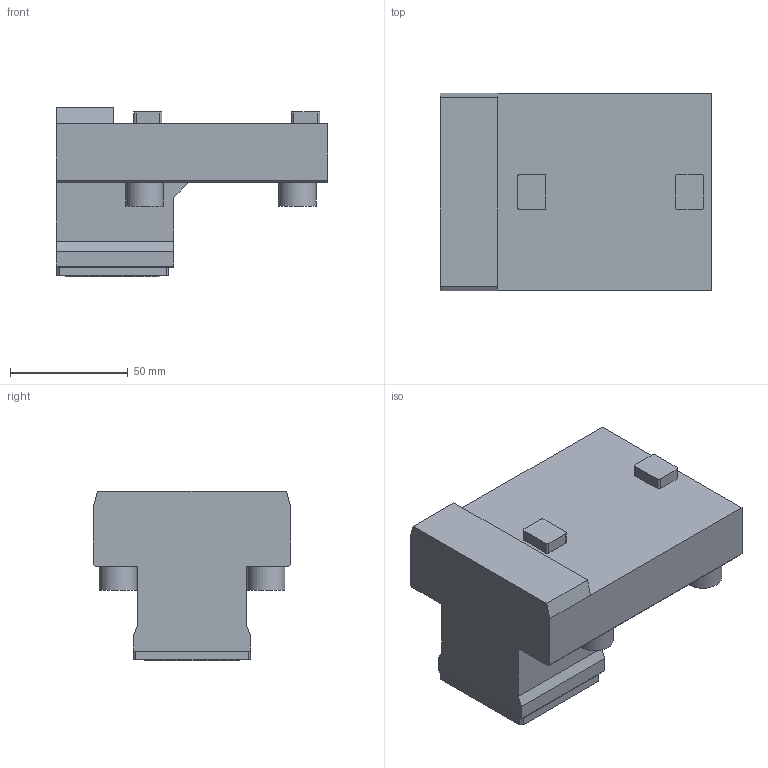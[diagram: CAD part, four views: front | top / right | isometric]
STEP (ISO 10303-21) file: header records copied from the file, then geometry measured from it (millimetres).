
FILE_DESCRIPTION(/* description */ (''),/* implementation_level */ '2;1');
FILE_NAME(/* name */ '1528889215967.stp',/* time_stamp */ '2018-06-13T13:27:01+02:00',/* author */ (''),/* organization */ ('SMS'),/* preprocessor_version */ 'ST-DEVELOPER v15',/* originating_system */ 'SIEMENS PLM Software NX 8.5',/* authorisation */ '');
FILE_SCHEMA (('AUTOMOTIVE_DESIGN { 1 0 10303 214 3 1 1 1 }'));
Length unit declared in the file: millimetre
Products named in the file (1): 200835872mod000_01
Bounding box: 115.5 x 84 x 72 mm (x, y, z)
Volume: 346687.1 mm3; surface area: 43079.1 mm2
Topology: 1 solids, 1 shells, 74 faces, 187 edges, 125 vertices
Faces by surface type: plane 53, cylinder 15, cone 6
Full cylindrical faces by diameter (mm): 2.5 x1, 16 x4, 31.6 x1, 40 x1
Entity records: 2247 total; most frequent: CARTESIAN_POINT 430, DIRECTION 371, ORIENTED_EDGE 350, EDGE_CURVE 175, LINE 133, VECTOR 133, VERTEX_POINT 120, AXIS2_PLACEMENT_3D 119
